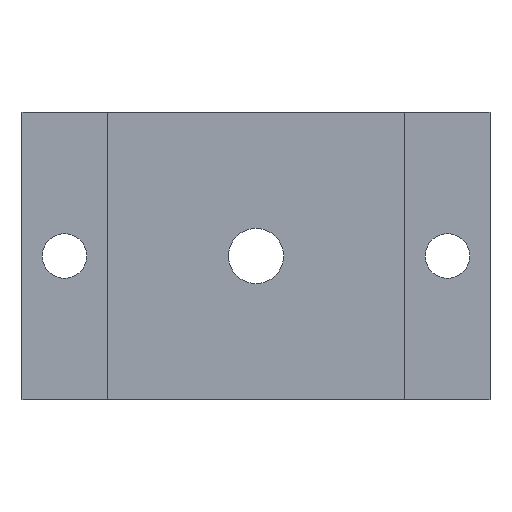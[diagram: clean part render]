
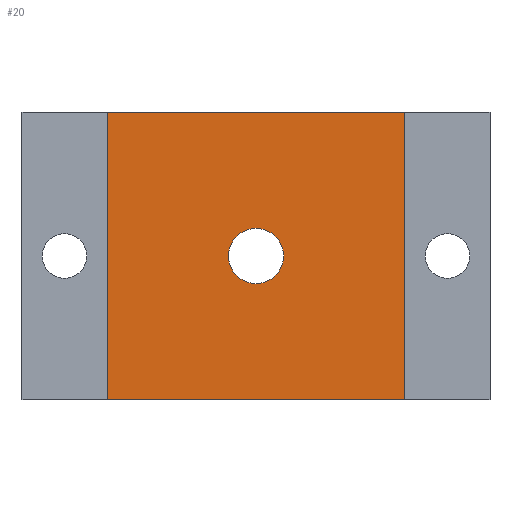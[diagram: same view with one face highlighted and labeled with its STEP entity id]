
A CAD part, front view. The second image highlights one B-rep face of the part: STEP entity #20.
In plain terms, the highlighted planar face has unit normal (0, -1, 0).
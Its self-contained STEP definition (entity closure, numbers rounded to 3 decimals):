
#9 = VERTEX_POINT ( 'NONE', #753 ) ;
#20 = ADVANCED_FACE ( 'NONE', ( #477, #679 ), #927, .F. ) ;
#24 = CARTESIAN_POINT ( 'NONE',  ( -14., -34., 0. ) ) ;
#31 = CARTESIAN_POINT ( 'NONE',  ( -14., -34., 0. ) ) ;
#36 = DIRECTION ( 'NONE',  ( 0., 0., 1. ) ) ;
#46 = ORIENTED_EDGE ( 'NONE', *, *, #615, .F. ) ;
#47 = EDGE_LOOP ( 'NONE', ( #685, #66 ) ) ;
#66 = ORIENTED_EDGE ( 'NONE', *, *, #1096, .F. ) ;
#74 = AXIS2_PLACEMENT_3D ( 'NONE', #355, #173, #821 ) ;
#83 = EDGE_LOOP ( 'NONE', ( #1179, #482, #850, #46 ) ) ;
#99 = CIRCLE ( 'NONE', #778, 2.6 ) ;
#102 = VECTOR ( 'NONE', #125, 1000. ) ;
#125 = DIRECTION ( 'NONE',  ( 0., 0., -1. ) ) ;
#168 = CARTESIAN_POINT ( 'NONE',  ( -14., -34., 0. ) ) ;
#173 = DIRECTION ( 'NONE',  ( 0., -1., 0. ) ) ;
#194 = DIRECTION ( 'NONE',  ( 0., 0., -1. ) ) ;
#205 = DIRECTION ( 'NONE',  ( 0., 1., 0. ) ) ;
#211 = CARTESIAN_POINT ( 'NONE',  ( 0., -34., 13.5 ) ) ;
#237 = VECTOR ( 'NONE', #765, 1000. ) ;
#246 = VERTEX_POINT ( 'NONE', #440 ) ;
#283 = EDGE_CURVE ( 'NONE', #1112, #829, #99, .T. ) ;
#335 = VECTOR ( 'NONE', #36, 1000. ) ;
#355 = CARTESIAN_POINT ( 'NONE',  ( 0., -34., 13.5 ) ) ;
#383 = LINE ( 'NONE', #24, #237 ) ;
#386 = EDGE_CURVE ( 'NONE', #975, #674, #383, .T. ) ;
#440 = CARTESIAN_POINT ( 'NONE',  ( 14., -34., 27. ) ) ;
#465 = CARTESIAN_POINT ( 'NONE',  ( 0., -34., 0. ) ) ;
#477 = FACE_BOUND ( 'NONE', #47, .T. ) ;
#482 = ORIENTED_EDGE ( 'NONE', *, *, #386, .T. ) ;
#483 = EDGE_CURVE ( 'NONE', #674, #246, #1072, .T. ) ;
#484 = DIRECTION ( 'NONE',  ( 0., 0., 1. ) ) ;
#581 = DIRECTION ( 'NONE',  ( 0., -1., 0. ) ) ;
#615 = EDGE_CURVE ( 'NONE', #9, #246, #843, .T. ) ;
#674 = VERTEX_POINT ( 'NONE', #1117 ) ;
#679 = FACE_OUTER_BOUND ( 'NONE', #83, .T. ) ;
#685 = ORIENTED_EDGE ( 'NONE', *, *, #283, .F. ) ;
#753 = CARTESIAN_POINT ( 'NONE',  ( -14., -34., 27. ) ) ;
#765 = DIRECTION ( 'NONE',  ( 1., 0., 0. ) ) ;
#778 = AXIS2_PLACEMENT_3D ( 'NONE', #211, #581, #194 ) ;
#782 = EDGE_CURVE ( 'NONE', #9, #975, #962, .T. ) ;
#821 = DIRECTION ( 'NONE',  ( 0., 0., -1. ) ) ;
#828 = CARTESIAN_POINT ( 'NONE',  ( 0., -34., 10.9 ) ) ;
#829 = VERTEX_POINT ( 'NONE', #1153 ) ;
#843 = LINE ( 'NONE', #937, #1177 ) ;
#850 = ORIENTED_EDGE ( 'NONE', *, *, #483, .T. ) ;
#927 = PLANE ( 'NONE',  #1043 ) ;
#937 = CARTESIAN_POINT ( 'NONE',  ( -14., -34., 27. ) ) ;
#962 = LINE ( 'NONE', #31, #102 ) ;
#975 = VERTEX_POINT ( 'NONE', #168 ) ;
#984 = CIRCLE ( 'NONE', #74, 2.6 ) ;
#1027 = DIRECTION ( 'NONE',  ( 1., 0., 0. ) ) ;
#1043 = AXIS2_PLACEMENT_3D ( 'NONE', #465, #205, #484 ) ;
#1072 = LINE ( 'NONE', #1132, #335 ) ;
#1096 = EDGE_CURVE ( 'NONE', #829, #1112, #984, .T. ) ;
#1112 = VERTEX_POINT ( 'NONE', #828 ) ;
#1117 = CARTESIAN_POINT ( 'NONE',  ( 14., -34., 0. ) ) ;
#1132 = CARTESIAN_POINT ( 'NONE',  ( 14., -34., 0. ) ) ;
#1153 = CARTESIAN_POINT ( 'NONE',  ( 0., -34., 16.1 ) ) ;
#1177 = VECTOR ( 'NONE', #1027, 1000. ) ;
#1179 = ORIENTED_EDGE ( 'NONE', *, *, #782, .T. ) ;
